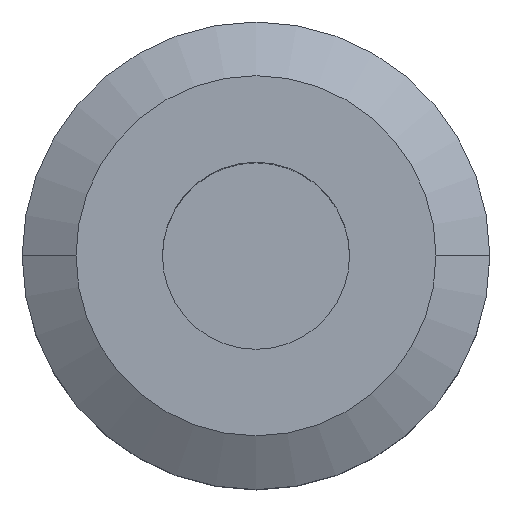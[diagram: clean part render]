
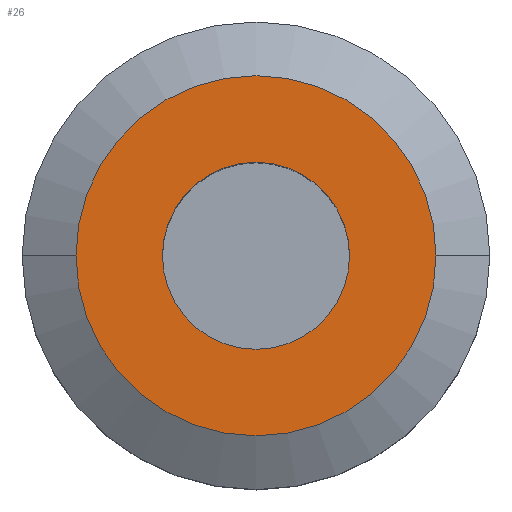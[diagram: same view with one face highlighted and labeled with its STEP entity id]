
A CAD part, top view. The second image highlights one B-rep face of the part: STEP entity #26.
In plain terms, the highlighted planar face has unit normal (0, 0, 1).
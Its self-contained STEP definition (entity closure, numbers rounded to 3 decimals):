
#16 = ORIENTED_EDGE ( 'NONE', *, *, #476, .F. ) ;
#26 = ADVANCED_FACE ( 'NONE', ( #69, #896 ), #439, .T. ) ;
#57 = AXIS2_PLACEMENT_3D ( 'NONE', #836, #79, #732 ) ;
#69 = FACE_BOUND ( 'NONE', #1445, .T. ) ;
#79 = DIRECTION ( 'NONE',  ( 0., 0., -1. ) ) ;
#113 = CIRCLE ( 'NONE', #182, 19.25 ) ;
#148 = ORIENTED_EDGE ( 'NONE', *, *, #980, .F. ) ;
#182 = AXIS2_PLACEMENT_3D ( 'NONE', #417, #1205, #517 ) ;
#195 = CARTESIAN_POINT ( 'NONE',  ( 19.25, 0., 58.2 ) ) ;
#264 = DIRECTION ( 'NONE',  ( 0., 0., -1. ) ) ;
#333 = CARTESIAN_POINT ( 'NONE',  ( 0., 19.25, 58.2 ) ) ;
#359 = CIRCLE ( 'NONE', #1244, 19.25 ) ;
#367 = DIRECTION ( 'NONE',  ( 0., 0., -1. ) ) ;
#371 = ORIENTED_EDGE ( 'NONE', *, *, #768, .T. ) ;
#417 = CARTESIAN_POINT ( 'NONE',  ( 0., 0., 58.2 ) ) ;
#439 = PLANE ( 'NONE',  #1107 ) ;
#454 = VERTEX_POINT ( 'NONE', #195 ) ;
#476 = EDGE_CURVE ( 'NONE', #704, #454, #113, .T. ) ;
#517 = DIRECTION ( 'NONE',  ( -1., 0., 0. ) ) ;
#523 = ORIENTED_EDGE ( 'NONE', *, *, #906, .T. ) ;
#551 = DIRECTION ( 'NONE',  ( 0., 0., 1. ) ) ;
#563 = CIRCLE ( 'NONE', #57, 10. ) ;
#704 = VERTEX_POINT ( 'NONE', #958 ) ;
#732 = DIRECTION ( 'NONE',  ( -1., 0., 0. ) ) ;
#738 = CARTESIAN_POINT ( 'NONE',  ( 10., 0., 58.2 ) ) ;
#752 = VERTEX_POINT ( 'NONE', #1419 ) ;
#754 = VERTEX_POINT ( 'NONE', #738 ) ;
#768 = EDGE_CURVE ( 'NONE', #752, #754, #563, .T. ) ;
#810 = DIRECTION ( 'NONE',  ( -1., 0., 0. ) ) ;
#836 = CARTESIAN_POINT ( 'NONE',  ( 0., 0., 58.2 ) ) ;
#892 = EDGE_LOOP ( 'NONE', ( #16, #148 ) ) ;
#896 = FACE_OUTER_BOUND ( 'NONE', #892, .T. ) ;
#906 = EDGE_CURVE ( 'NONE', #754, #752, #1258, .T. ) ;
#958 = CARTESIAN_POINT ( 'NONE',  ( -19.25, 0., 58.2 ) ) ;
#980 = EDGE_CURVE ( 'NONE', #454, #704, #359, .T. ) ;
#999 = AXIS2_PLACEMENT_3D ( 'NONE', #1148, #367, #1023 ) ;
#1023 = DIRECTION ( 'NONE',  ( -1., 0., 0. ) ) ;
#1107 = AXIS2_PLACEMENT_3D ( 'NONE', #333, #551, #1346 ) ;
#1148 = CARTESIAN_POINT ( 'NONE',  ( 0., 0., 58.2 ) ) ;
#1205 = DIRECTION ( 'NONE',  ( 0., 0., -1. ) ) ;
#1231 = CARTESIAN_POINT ( 'NONE',  ( 0., 0., 58.2 ) ) ;
#1244 = AXIS2_PLACEMENT_3D ( 'NONE', #1231, #264, #810 ) ;
#1258 = CIRCLE ( 'NONE', #999, 10. ) ;
#1346 = DIRECTION ( 'NONE',  ( 1., 0., 0. ) ) ;
#1419 = CARTESIAN_POINT ( 'NONE',  ( -10., 0., 58.2 ) ) ;
#1445 = EDGE_LOOP ( 'NONE', ( #371, #523 ) ) ;
